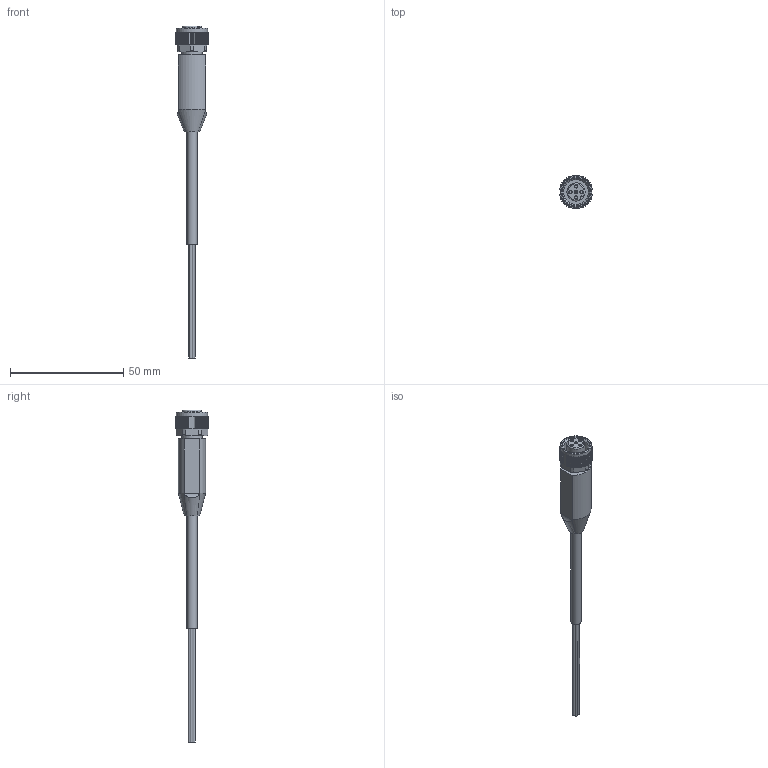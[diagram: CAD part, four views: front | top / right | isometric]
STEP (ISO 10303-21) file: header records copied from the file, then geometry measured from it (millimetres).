
FILE_DESCRIPTION(/* description */ ('STEP AP214'),/* implementation_level */ '2;1');
FILE_NAME(/* name */ '8078242_NEBA-M12G5-U-2_5-N-LE5',/* time_stamp */ '2024-09-10T05:20:47+02:00',/* author */ ('License CC BY-ND 4.0'),/* organization */ ('CADENAS'),/* preprocessor_version */ 'ST-DEVELOPER v19.3',/* originating_system */ 'PARTsolutions',/* authorisation */ ' ');
FILE_SCHEMA (('AUTOMOTIVE_DESIGN {1 0 10303 214 3 1 1}'));
Length unit declared in the file: millimetre
Products named in the file (2): 8078242 NEBA-M12G5-U-2.5-N-LE5---(21400p); 8159588 NEBA-M12G5-X5---(25400)
Assembly tree (1 placements, depth 2):
  8078242 NEBA-M12G5-U-2.5-N-LE5---(21400p)
    8159588 NEBA-M12G5-X5---(25400)
Bounding box: 14.62 x 14.88 x 146.8 mm (x, y, z)
Volume: 6148.4 mm3; surface area: 4571 mm2
Topology: 1 solids, 1 shells, 449 faces, 1268 edges, 837 vertices
Faces by surface type: cylinder 210, plane 125, torus 103, cone 7, bspline 4
Full cylindrical faces by diameter (mm): 1.15 x10, 1.5 x5, 4.5 x1, 8.05 x1, 8.85 x1, 10.917 x1, 12.3 x1, 13.8 x1
Entity records: 18015 total; most frequent: CARTESIAN_POINT 3752, ORIENTED_EDGE 2470, DIRECTION 2110, EDGE_CURVE 1235, VERTEX_POINT 834, AXIS2_PLACEMENT_3D 810, EDGE_LOOP 495, FACE_BOUND 495
